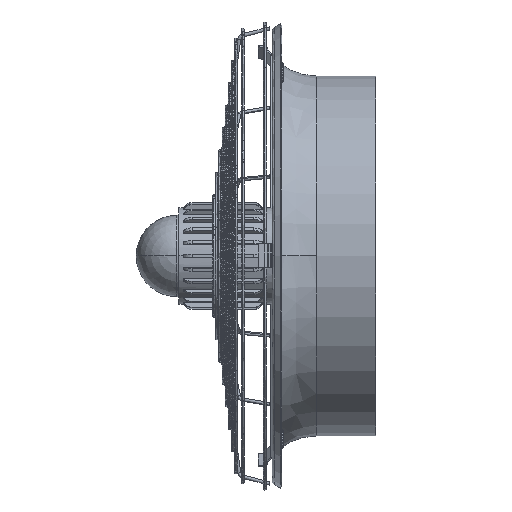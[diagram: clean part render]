
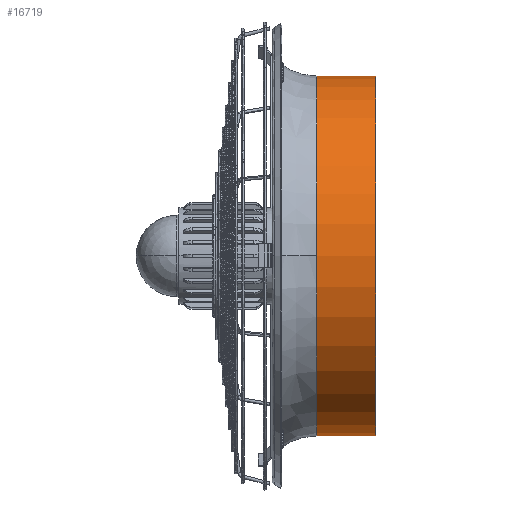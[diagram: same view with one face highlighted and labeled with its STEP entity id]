
A CAD part, top view. The second image highlights one B-rep face of the part: STEP entity #16719.
In plain terms, the highlighted cylindrical face has radius 182 mm (diameter 364 mm), a partial arc.
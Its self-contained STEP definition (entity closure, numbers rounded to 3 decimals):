
#515 = CARTESIAN_POINT ( 'NONE',  ( 120.6, 96.439, 0. ) ) ;
#734 = VECTOR ( 'NONE', #28609, 1000. ) ;
#3307 = CIRCLE ( 'NONE', #30158, 182. ) ;
#4282 = CARTESIAN_POINT ( 'NONE',  ( 60.6, -85.561, 0. ) ) ;
#5154 = FACE_OUTER_BOUND ( 'NONE', #23483, .T. ) ;
#6824 = CARTESIAN_POINT ( 'NONE',  ( 90.6, -267.561, 0. ) ) ;
#6914 = CARTESIAN_POINT ( 'NONE',  ( 120.6, -267.561, 0. ) ) ;
#8092 = CYLINDRICAL_SURFACE ( 'NONE', #16177, 182. ) ;
#10341 = DIRECTION ( 'NONE',  ( 1., 0., 0. ) ) ;
#11691 = DIRECTION ( 'NONE',  ( -1., 0., 0. ) ) ;
#12102 = DIRECTION ( 'NONE',  ( 0., -1., 0. ) ) ;
#12189 = CIRCLE ( 'NONE', #20777, 182. ) ;
#12889 = EDGE_CURVE ( 'NONE', #22823, #30060, #18652, .T. ) ;
#13486 = CARTESIAN_POINT ( 'NONE',  ( 90.6, 96.439, 0. ) ) ;
#14519 = DIRECTION ( 'NONE',  ( 1., 0., 0. ) ) ;
#14899 = CIRCLE ( 'NONE', #30252, 182. ) ;
#15848 = EDGE_CURVE ( 'NONE', #22823, #20268, #3307, .T. ) ;
#16177 = AXIS2_PLACEMENT_3D ( 'NONE', #18117, #24349, #30415 ) ;
#16719 = ADVANCED_FACE ( 'NONE', ( #5154 ), #8092, .T. ) ;
#17082 = EDGE_CURVE ( 'NONE', #28786, #31271, #17374, .T. ) ;
#17374 = LINE ( 'NONE', #6824, #734 ) ;
#17397 = CARTESIAN_POINT ( 'NONE',  ( 60.6, -85.561, 182. ) ) ;
#17846 = ORIENTED_EDGE ( 'NONE', *, *, #12889, .F. ) ;
#18117 = CARTESIAN_POINT ( 'NONE',  ( 90.6, -85.561, 0. ) ) ;
#18652 = LINE ( 'NONE', #13486, #21093 ) ;
#19770 = EDGE_CURVE ( 'NONE', #31271, #30060, #12189, .T. ) ;
#20268 = VERTEX_POINT ( 'NONE', #17397 ) ;
#20777 = AXIS2_PLACEMENT_3D ( 'NONE', #27313, #11691, #12102 ) ;
#21093 = VECTOR ( 'NONE', #10341, 1000. ) ;
#22649 = ORIENTED_EDGE ( 'NONE', *, *, #15848, .T. ) ;
#22823 = VERTEX_POINT ( 'NONE', #25281 ) ;
#23483 = EDGE_LOOP ( 'NONE', ( #17846, #22649, #32500, #27380, #23618 ) ) ;
#23618 = ORIENTED_EDGE ( 'NONE', *, *, #19770, .T. ) ;
#23620 = CARTESIAN_POINT ( 'NONE',  ( 60.6, -85.561, 0. ) ) ;
#24349 = DIRECTION ( 'NONE',  ( 1., 0., 0. ) ) ;
#25281 = CARTESIAN_POINT ( 'NONE',  ( 60.6, 96.439, 0. ) ) ;
#25578 = DIRECTION ( 'NONE',  ( 0., -1., 0. ) ) ;
#27313 = CARTESIAN_POINT ( 'NONE',  ( 120.6, -85.561, 0. ) ) ;
#27380 = ORIENTED_EDGE ( 'NONE', *, *, #17082, .T. ) ;
#27887 = EDGE_CURVE ( 'NONE', #20268, #28786, #14899, .T. ) ;
#28609 = DIRECTION ( 'NONE',  ( 1., 0., 0. ) ) ;
#28786 = VERTEX_POINT ( 'NONE', #30584 ) ;
#30060 = VERTEX_POINT ( 'NONE', #515 ) ;
#30158 = AXIS2_PLACEMENT_3D ( 'NONE', #23620, #14519, #33255 ) ;
#30252 = AXIS2_PLACEMENT_3D ( 'NONE', #4282, #32075, #25578 ) ;
#30415 = DIRECTION ( 'NONE',  ( 0., -1., 0. ) ) ;
#30584 = CARTESIAN_POINT ( 'NONE',  ( 60.6, -267.561, 0. ) ) ;
#31271 = VERTEX_POINT ( 'NONE', #6914 ) ;
#32075 = DIRECTION ( 'NONE',  ( 1., 0., 0. ) ) ;
#32500 = ORIENTED_EDGE ( 'NONE', *, *, #27887, .T. ) ;
#33255 = DIRECTION ( 'NONE',  ( 0., -1., 0. ) ) ;
